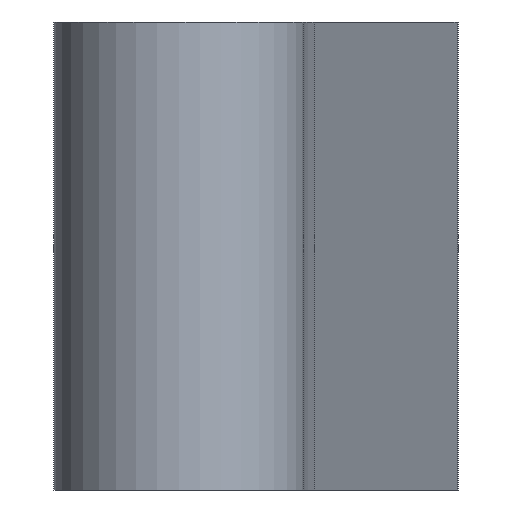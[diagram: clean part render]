
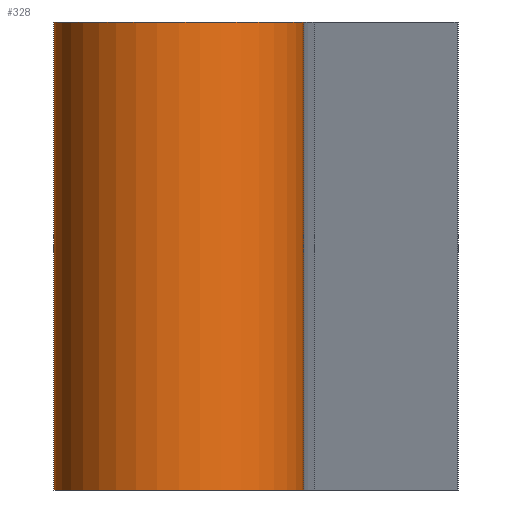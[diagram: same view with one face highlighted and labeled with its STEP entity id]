
A CAD part, front view. The second image highlights one B-rep face of the part: STEP entity #328.
In plain terms, the highlighted cylindrical face has radius 4 mm (diameter 8 mm), a partial arc.
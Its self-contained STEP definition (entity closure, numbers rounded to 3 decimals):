
#69 = AXIS2_PLACEMENT_3D ( 'NONE', #284, #457, #495 ) ;
#70 = FACE_OUTER_BOUND ( 'NONE', #147, .T. ) ;
#91 = LINE ( 'NONE', #232, #496 ) ;
#146 = CARTESIAN_POINT ( 'NONE',  ( 4., 0., 15. ) ) ;
#147 = EDGE_LOOP ( 'NONE', ( #341, #428, #370, #421 ) ) ;
#149 = AXIS2_PLACEMENT_3D ( 'NONE', #171, #403, #484 ) ;
#167 = CARTESIAN_POINT ( 'NONE',  ( 4., 0., 0. ) ) ;
#171 = CARTESIAN_POINT ( 'NONE',  ( 0., 0., 0. ) ) ;
#173 = CIRCLE ( 'NONE', #69, 4. ) ;
#175 = DIRECTION ( 'NONE',  ( -1., 0., 0. ) ) ;
#182 = EDGE_CURVE ( 'NONE', #192, #433, #91, .T. ) ;
#190 = VERTEX_POINT ( 'NONE', #146 ) ;
#192 = VERTEX_POINT ( 'NONE', #317 ) ;
#199 = EDGE_CURVE ( 'NONE', #433, #471, #462, .T. ) ;
#216 = AXIS2_PLACEMENT_3D ( 'NONE', #419, #463, #175 ) ;
#232 = CARTESIAN_POINT ( 'NONE',  ( -4., 0., 15. ) ) ;
#270 = DIRECTION ( 'NONE',  ( 0., 0., -1. ) ) ;
#279 = EDGE_CURVE ( 'NONE', #190, #471, #435, .T. ) ;
#284 = CARTESIAN_POINT ( 'NONE',  ( 0., 0., 15. ) ) ;
#317 = CARTESIAN_POINT ( 'NONE',  ( -4., 0., 15. ) ) ;
#321 = VECTOR ( 'NONE', #361, 1000. ) ;
#328 = ADVANCED_FACE ( 'NONE', ( #70 ), #344, .T. ) ;
#341 = ORIENTED_EDGE ( 'NONE', *, *, #199, .T. ) ;
#344 = CYLINDRICAL_SURFACE ( 'NONE', #216, 4. ) ;
#358 = CARTESIAN_POINT ( 'NONE',  ( 4., 0., 15. ) ) ;
#361 = DIRECTION ( 'NONE',  ( 0., 0., -1. ) ) ;
#368 = CARTESIAN_POINT ( 'NONE',  ( -4., 0., 0. ) ) ;
#370 = ORIENTED_EDGE ( 'NONE', *, *, #443, .F. ) ;
#403 = DIRECTION ( 'NONE',  ( 0., 0., 1. ) ) ;
#419 = CARTESIAN_POINT ( 'NONE',  ( 0., 0., 15. ) ) ;
#421 = ORIENTED_EDGE ( 'NONE', *, *, #182, .T. ) ;
#428 = ORIENTED_EDGE ( 'NONE', *, *, #279, .F. ) ;
#433 = VERTEX_POINT ( 'NONE', #368 ) ;
#435 = LINE ( 'NONE', #358, #321 ) ;
#443 = EDGE_CURVE ( 'NONE', #192, #190, #173, .T. ) ;
#457 = DIRECTION ( 'NONE',  ( 0., 0., 1. ) ) ;
#462 = CIRCLE ( 'NONE', #149, 4. ) ;
#463 = DIRECTION ( 'NONE',  ( 0., 0., -1. ) ) ;
#471 = VERTEX_POINT ( 'NONE', #167 ) ;
#484 = DIRECTION ( 'NONE',  ( 1., 0., 0. ) ) ;
#495 = DIRECTION ( 'NONE',  ( 1., 0., 0. ) ) ;
#496 = VECTOR ( 'NONE', #270, 1000. ) ;
